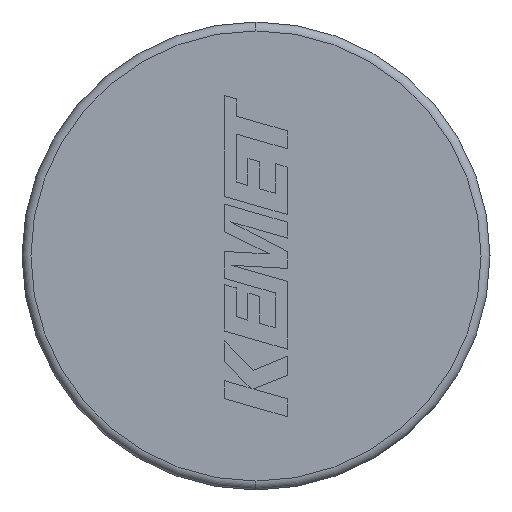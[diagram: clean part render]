
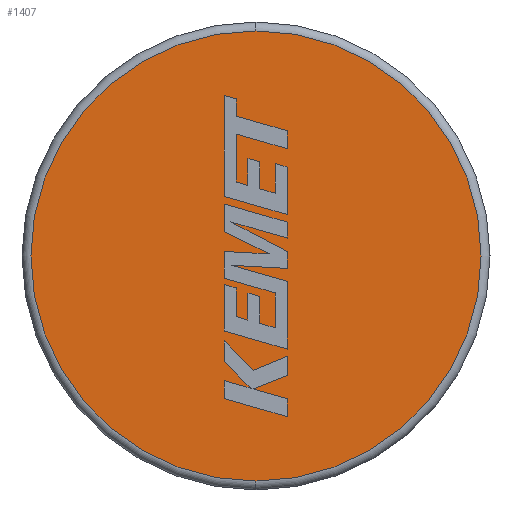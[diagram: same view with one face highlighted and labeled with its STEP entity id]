
A CAD part, left-side view. The second image highlights one B-rep face of the part: STEP entity #1407.
In plain terms, the highlighted planar face has unit normal (-1, 0, 0).
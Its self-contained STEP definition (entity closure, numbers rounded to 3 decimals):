
#42 = EDGE_LOOP ( 'NONE', ( #1276, #3196 ) ) ;
#671 = CARTESIAN_POINT ( 'NONE',  ( 0., 0., 0. ) ) ;
#673 = DIRECTION ( 'NONE',  ( 1., 0., 0. ) ) ;
#692 = DIRECTION ( 'NONE',  ( 0., 0., -1. ) ) ;
#707 = EDGE_CURVE ( 'NONE', #2640, #802, #1646, .T. ) ;
#802 = VERTEX_POINT ( 'NONE', #3401 ) ;
#911 = DIRECTION ( 'NONE',  ( 0., 0., -1. ) ) ;
#1008 = DIRECTION ( 'NONE',  ( 0., 0., -1. ) ) ;
#1096 = EDGE_CURVE ( 'NONE', #802, #2640, #1831, .T. ) ;
#1276 = ORIENTED_EDGE ( 'NONE', *, *, #1096, .T. ) ;
#1407 = ADVANCED_FACE ( 'NONE', ( #1818 ), #2837, .F. ) ;
#1646 = CIRCLE ( 'NONE', #2011, 5.05 ) ;
#1818 = FACE_OUTER_BOUND ( 'NONE', #42, .T. ) ;
#1831 = CIRCLE ( 'NONE', #2587, 5.05 ) ;
#2000 = DIRECTION ( 'NONE',  ( -1., 0., 0. ) ) ;
#2011 = AXIS2_PLACEMENT_3D ( 'NONE', #671, #2000, #911 ) ;
#2231 = CARTESIAN_POINT ( 'NONE',  ( 0., 0., 5.05 ) ) ;
#2587 = AXIS2_PLACEMENT_3D ( 'NONE', #2591, #2872, #1008 ) ;
#2591 = CARTESIAN_POINT ( 'NONE',  ( 0., 0., 0. ) ) ;
#2640 = VERTEX_POINT ( 'NONE', #2231 ) ;
#2837 = PLANE ( 'NONE',  #3301 ) ;
#2872 = DIRECTION ( 'NONE',  ( -1., 0., 0. ) ) ;
#3196 = ORIENTED_EDGE ( 'NONE', *, *, #707, .T. ) ;
#3301 = AXIS2_PLACEMENT_3D ( 'NONE', #3354, #673, #692 ) ;
#3354 = CARTESIAN_POINT ( 'NONE',  ( 0., 0., 0. ) ) ;
#3401 = CARTESIAN_POINT ( 'NONE',  ( 0., 0., -5.05 ) ) ;
